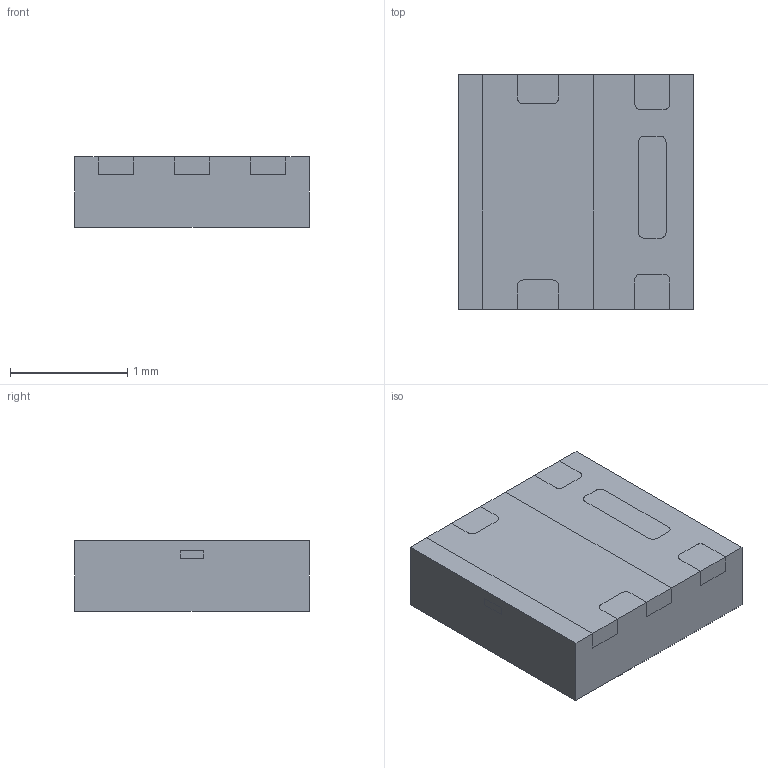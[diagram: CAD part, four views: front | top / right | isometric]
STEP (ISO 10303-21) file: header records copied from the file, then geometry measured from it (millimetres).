
FILE_DESCRIPTION(/* description */ ('Unknown'),/* implementation_level */ '2;1');
FILE_NAME(/* name */ 'DFN2020E-6 STP',/* time_stamp */ '2020-09-24T14:11:57+08:00',/* author */ ('Unknown'),/* organization */ ('Unknown'),/* preprocessor_version */ 'ST-DEVELOPER v16.7',/* originating_system */ 'DEX',/* authorisation */ $);
FILE_SCHEMA (('AUTOMOTIVE_DESIGN {1 0 10303 214 3 1 1}'));
Length unit declared in the file: millimetre
Products named in the file (3): DFN2020E-6; Coumpound; LF
Assembly tree (2 placements, depth 2):
  DFN2020E-6
    Coumpound
    LF
Bounding box: 2 x 2 x 0.6 mm (x, y, z)
Volume: 2.4 mm3; surface area: 24.2 mm2
Topology: 4 solids, 4 shells, 163 faces, 468 edges, 312 vertices
Faces by surface type: plane 123, cylinder 40
Entity records: 5961 total; most frequent: CARTESIAN_POINT 946, ORIENTED_EDGE 936, DIRECTION 880, EDGE_CURVE 468, LINE 388, VECTOR 388, VERTEX_POINT 312, AXIS2_PLACEMENT_3D 246
